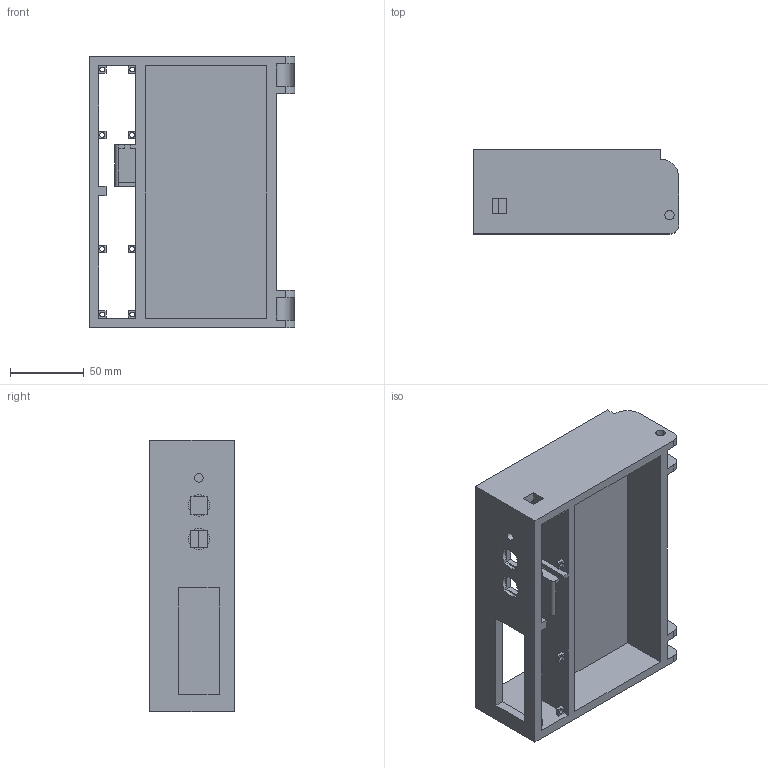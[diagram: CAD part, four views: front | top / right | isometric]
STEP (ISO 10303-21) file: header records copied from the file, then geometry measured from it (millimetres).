
FILE_DESCRIPTION (( 'STEP AP214' ), '1' );
FILE_NAME ('BoxOutside with hinge.STEP', '2026-02-13T06:05:45', ( '' ), ( '' ), 'SwSTEP 2.0', 'SolidWorks 2023', '' );
FILE_SCHEMA (( 'AUTOMOTIVE_DESIGN' ));
Length unit declared in the file: inch
Products named in the file (1): BoxOutside with hinge
Bounding box: 139.7 x 57.15 x 184.15 mm (x, y, z)
Volume: 356520.2 mm3; surface area: 121422.6 mm2
Topology: 1 solids, 1 shells, 152 faces, 428 edges, 285 vertices
Faces by surface type: plane 106, cylinder 46
Entity records: 4987 total; most frequent: CARTESIAN_POINT 866, ORIENTED_EDGE 856, DIRECTION 826, EDGE_CURVE 428, LINE 336, VECTOR 336, VERTEX_POINT 285, AXIS2_PLACEMENT_3D 245
